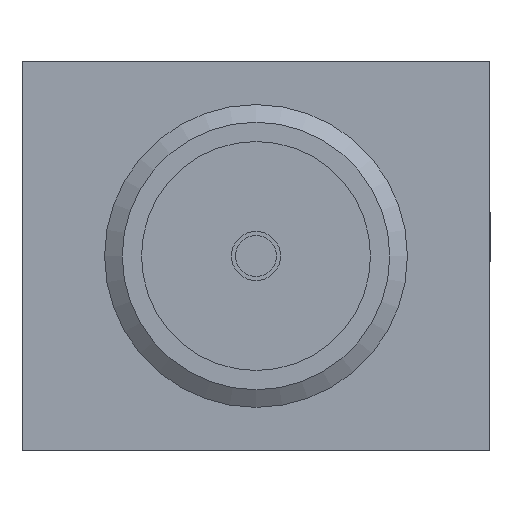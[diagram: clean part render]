
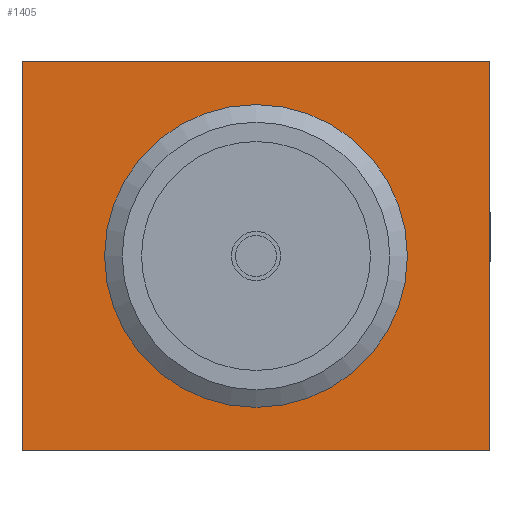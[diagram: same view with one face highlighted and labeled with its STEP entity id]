
A CAD part, left-side view. The second image highlights one B-rep face of the part: STEP entity #1405.
In plain terms, the highlighted planar face has unit normal (-1, 0, 0).
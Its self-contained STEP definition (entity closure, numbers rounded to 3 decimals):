
#87=LINE('',#2225,#171);
#91=LINE('',#2234,#175);
#93=LINE('',#2237,#177);
#95=LINE('',#2240,#179);
#171=VECTOR('',#1753,9.52);
#175=VECTOR('',#1759,9.52);
#177=VECTOR('',#1763,7.92);
#179=VECTOR('',#1767,7.92);
#257=PLANE('',#1553);
#404=FACE_OUTER_BOUND('',#525,.T.);
#525=EDGE_LOOP('',(#1079,#1080,#1081,#1082));
#782=VERTEX_POINT('',#2222);
#783=VERTEX_POINT('',#2224);
#786=VERTEX_POINT('',#2231);
#787=VERTEX_POINT('',#2233);
#911=EDGE_CURVE('',#783,#782,#87,.T.);
#915=EDGE_CURVE('',#787,#786,#91,.T.);
#917=EDGE_CURVE('',#782,#787,#93,.T.);
#919=EDGE_CURVE('',#783,#786,#95,.T.);
#1079=ORIENTED_EDGE('',*,*,#919,.F.);
#1080=ORIENTED_EDGE('',*,*,#911,.T.);
#1081=ORIENTED_EDGE('',*,*,#917,.T.);
#1082=ORIENTED_EDGE('',*,*,#915,.T.);
#1405=ADVANCED_FACE('',(#404),#257,.T.);
#1553=AXIS2_PLACEMENT_3D('',#2239,#1765,#1766);
#1753=DIRECTION('',(0.,1.,0.));
#1759=DIRECTION('',(0.,-1.,0.));
#1763=DIRECTION('',(0.,0.,-1.));
#1765=DIRECTION('center_axis',(-1.,0.,0.));
#1766=DIRECTION('ref_axis',(0.,0.,-1.));
#1767=DIRECTION('',(0.,0.,-1.));
#2222=CARTESIAN_POINT('',(-4.39,4.76,4.085));
#2224=CARTESIAN_POINT('',(-4.39,-4.76,4.085));
#2225=CARTESIAN_POINT('',(-4.39,0.,4.085));
#2231=CARTESIAN_POINT('',(-4.39,-4.76,-3.835));
#2233=CARTESIAN_POINT('',(-4.39,4.76,-3.835));
#2234=CARTESIAN_POINT('',(-4.39,0.,-3.835));
#2237=CARTESIAN_POINT('',(-4.39,4.76,0.075));
#2239=CARTESIAN_POINT('Origin',(-4.39,0.,0.075));
#2240=CARTESIAN_POINT('',(-4.39,-4.76,0.075));
